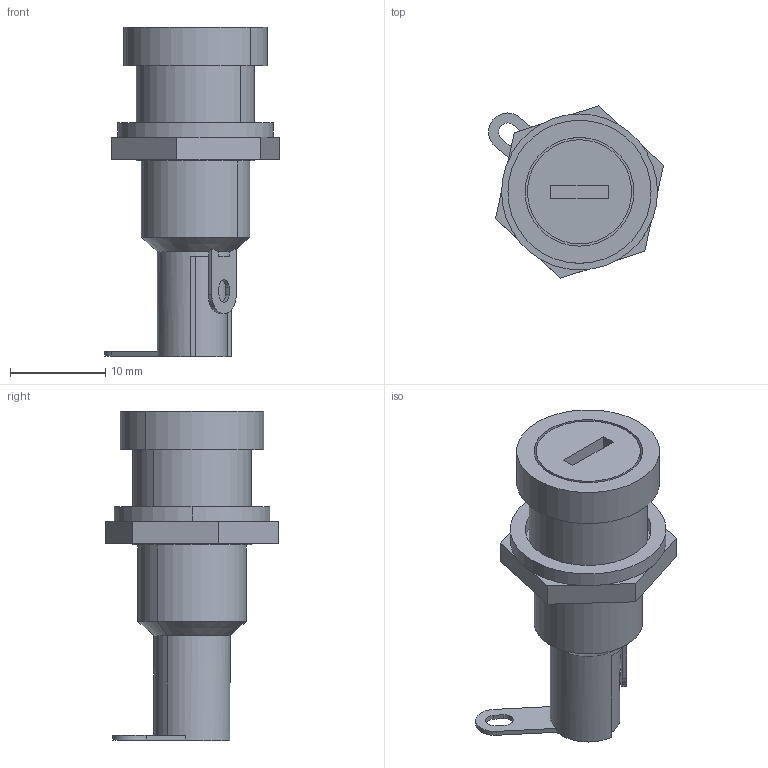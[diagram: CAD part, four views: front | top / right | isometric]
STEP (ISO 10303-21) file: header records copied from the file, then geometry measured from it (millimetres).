
FILE_DESCRIPTION (( 'STEP AP214' ), '1' );
FILE_NAME ('KLS5-258 (FH-B02), Fuse holder 5,2õ20.STEP', '2023-12-15T10:22:41', ( '' ), ( '' ), 'SwSTEP 2.0', 'SolidWorks 2022', '' );
FILE_SCHEMA (( 'AUTOMOTIVE_DESIGN' ));
Length unit declared in the file: millimetre
Products named in the file (5): cap; KLS5-258 (FH-B02), Fuse holder 5,2х20; plastic washer; housing; Hexagon Nut
Assembly tree (4 placements, depth 2):
  KLS5-258 (FH-B02), Fuse holder 5,2х20
    housing
    cap
    plastic washer
    Hexagon Nut
Bounding box: 18.34 x 18.05 x 34.5 mm (x, y, z)
Volume: 4176 mm3; surface area: 3474.6 mm2
Topology: 4 solids, 4 shells, 81 faces, 201 edges, 133 vertices
Faces by surface type: plane 41, cylinder 38, cone 2
Entity records: 2908 total; most frequent: DIRECTION 455, CARTESIAN_POINT 439, ORIENTED_EDGE 402, EDGE_CURVE 201, AXIS2_PLACEMENT_3D 171, VERTEX_POINT 133, VECTOR 113, LINE 113
